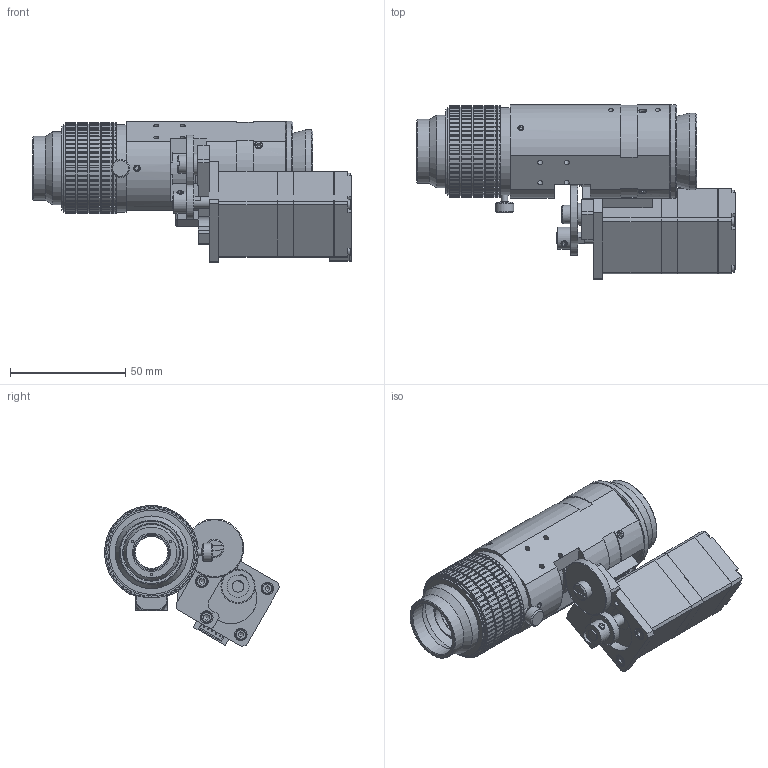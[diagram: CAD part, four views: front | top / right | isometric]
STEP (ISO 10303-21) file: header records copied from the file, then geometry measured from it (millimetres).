
FILE_DESCRIPTION(/* description */ ('MOUNT, ZOOM'),/* implementation_level */ '2;1');
FILE_NAME(/* name */ '64430_0.stp',/* time_stamp */ '2015-04-07T14:38:40-04:00',/* author */ ('BONAFEDE'),/* organization */ ('NAVITAR'),/* preprocessor_version */ 'ST-DEVELOPER v15.6',/* originating_system */ 'Autodesk Inventor 2015',/* authorisation */ '');
FILE_SCHEMA (('AUTOMOTIVE_DESIGN { 1 0 10303 214 3 1 1 }'));
Products named in the file (52): 60404; 62332; 64288; 62325; 64287; 7007; 8250; 7326; 7004; 7108; 62327; 7449; 61358; 51973; 7351; 7183; 7015; 40050; 40190; 64002; A1120ELHLT-T; CAPC2012X140N, 004-00000476_0_1UF-50V-80_20_-0805-ROHS_41; CAPMP3216N, 004-00000477_1UF-16V-20_-3216-16-ROHS_6; 64003; 62326; 40174; 7088; 6297; 6296; 60064; 60065; 60066; 60067; 7138; 7139; 6226; 5402; 60137; 60138; 60139 ...
Bounding box: 138.06 x 75.74 x 61.15 mm (x, y, z)
Volume: 123638.4 mm3; surface area: 90064.4 mm2
Topology: 65 solids, 68 shells, 2583 faces, 6917 edges, 4579 vertices
Faces by surface type: plane 1403, cylinder 951, cone 110, bspline 95, sphere 12, torus 12
Full cylindrical faces by diameter (mm): 0.35 x5, 0.5 x5, 1.016 x3, 1.575 x1, 1.6 x1, 1.702 x8, 1.93 x2, 1.938 x4, 1.948 x4, 2.159 x22, 2.184 x11, 2.5 x8, 2.54 x1, 2.692 x3, 2.845 x17, 2.896 x4, 3.302 x5, 3.454 x2, 3.556 x1, 3.785 x1, 4 x4, 4.166 x4, 4.267 x3, 4.5 x4, 4.648 x6, 4.75 x2, 4.762 x1, 5 x1, 5.004 x1, 5.41 x4
Entity records: 76515 total; most frequent: CARTESIAN_POINT 17507, DIRECTION 12023, ORIENTED_EDGE 11800, EDGE_CURVE 5903, AXIS2_PLACEMENT_3D 4131, VERTEX_POINT 4064, LINE 3761, VECTOR 3761
